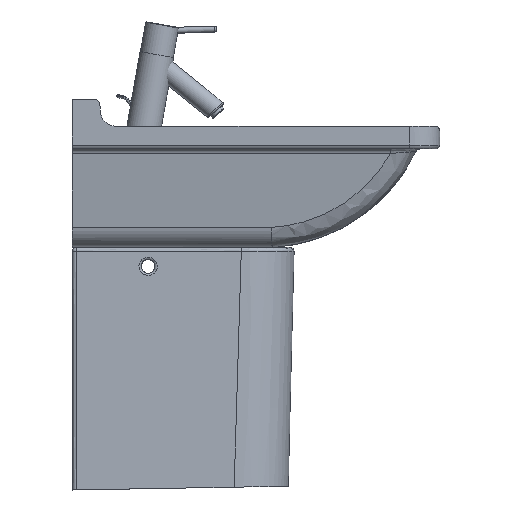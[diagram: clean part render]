
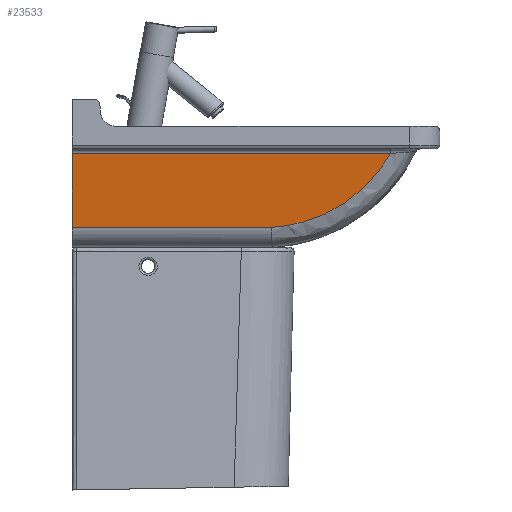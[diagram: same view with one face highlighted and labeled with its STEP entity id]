
A CAD part, left-side view. The second image highlights one B-rep face of the part: STEP entity #23533.
In plain terms, the highlighted planar face has unit normal (-0.993, 0, -0.122).
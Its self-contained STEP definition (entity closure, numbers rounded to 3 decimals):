
#22976=CARTESIAN_POINT('',(216.925,-392.788,158.853));
#22977=VERTEX_POINT('',#22976);
#23307=CARTESIAN_POINT('',(216.925,27.232,158.853));
#23308=VERTEX_POINT('',#23307);
#23316=CARTESIAN_POINT('',(216.925,27.232,158.853));
#23317=DIRECTION('',(0.0,-1.0,0.0));
#23318=VECTOR('',#23317,420.02);
#23319=LINE('',#23316,#23318);
#23320=EDGE_CURVE('',#23308,#22977,#23319,.T.);
#23466=CARTESIAN_POINT('',(228.897,-235.645,61.344));
#23467=VERTEX_POINT('',#23466);
#23468=CARTESIAN_POINT('',(205.127,-224.339,254.943));
#23469=DIRECTION('',(0.993,0.0,0.122));
#23470=DIRECTION('',(0.122,0.,-0.993));
#23471=AXIS2_PLACEMENT_3D('',#23468,#23469,#23470);
#23472=ELLIPSE('',#23471,195.385,193.929);
#23473=EDGE_CURVE('',#22977,#23467,#23472,.T.);
#23510=CARTESIAN_POINT('',(224.765,-94.018,95.0));
#23511=DIRECTION('',(-0.993,0.0,-0.122));
#23512=DIRECTION('',(-0.122,0.0,0.993));
#23513=AXIS2_PLACEMENT_3D('',#23510,#23511,#23512);
#23514=PLANE('',#23513);
#23515=ORIENTED_EDGE('',*,*,#23320,.F.);
#23516=CARTESIAN_POINT('',(228.897,27.232,61.344));
#23517=VERTEX_POINT('',#23516);
#23518=CARTESIAN_POINT('',(216.925,27.232,158.853));
#23519=DIRECTION('',(0.122,0.0,-0.993));
#23520=VECTOR('',#23519,98.241);
#23521=LINE('',#23518,#23520);
#23522=EDGE_CURVE('',#23308,#23517,#23521,.T.);
#23523=ORIENTED_EDGE('',*,*,#23522,.T.);
#23524=CARTESIAN_POINT('',(228.897,-235.645,61.344));
#23525=DIRECTION('',(0.0,1.0,0.0));
#23526=VECTOR('',#23525,262.877);
#23527=LINE('',#23524,#23526);
#23528=EDGE_CURVE('',#23467,#23517,#23527,.T.);
#23529=ORIENTED_EDGE('',*,*,#23528,.F.);
#23530=ORIENTED_EDGE('',*,*,#23473,.F.);
#23531=EDGE_LOOP('',(#23515,#23523,#23529,#23530));
#23532=FACE_OUTER_BOUND('',#23531,.T.);
#23533=ADVANCED_FACE('',(#23532),#23514,.T.);
